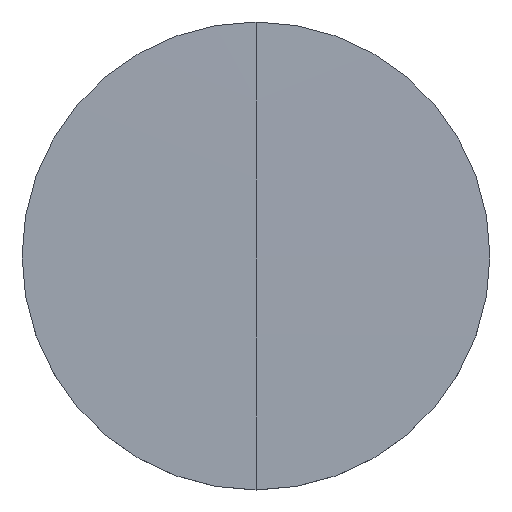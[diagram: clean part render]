
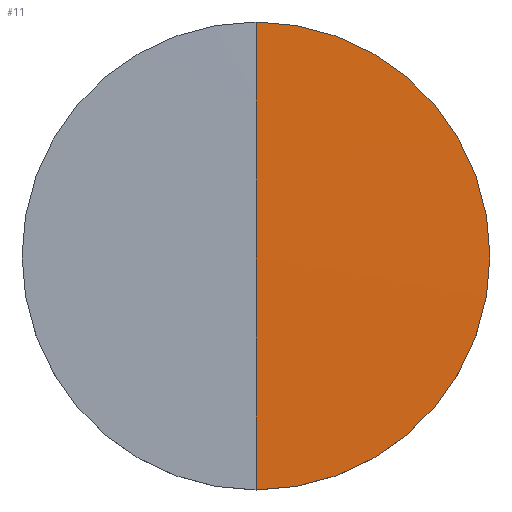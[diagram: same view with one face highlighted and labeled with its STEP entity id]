
A CAD part, top view. The second image highlights one B-rep face of the part: STEP entity #11.
In plain terms, the highlighted spherical face has radius 2252.91 mm.
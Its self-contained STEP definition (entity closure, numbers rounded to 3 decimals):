
#1 = DIRECTION ( 'NONE',  ( 1., 0., 0. ) ) ;
#5 = DIRECTION ( 'NONE',  ( 0., 1., 0. ) ) ;
#11 = ADVANCED_FACE ( 'NONE', ( #87 ), #77, .T. ) ;
#26 = CARTESIAN_POINT ( 'NONE',  ( 0., -12.7, 0.984 ) ) ;
#28 = CARTESIAN_POINT ( 'NONE',  ( 0., 0., -2251.889 ) ) ;
#29 = AXIS2_PLACEMENT_3D ( 'NONE', #28, #1, #5 ) ;
#30 = CIRCLE ( 'NONE', #29, 2252.909 ) ;
#32 = CARTESIAN_POINT ( 'NONE',  ( 0., 0., 1.02 ) ) ;
#33 = DIRECTION ( 'NONE',  ( 0., 0., 1. ) ) ;
#34 = DIRECTION ( 'NONE',  ( -1., 0., 0. ) ) ;
#35 = CARTESIAN_POINT ( 'NONE',  ( 0., 0., -2251.889 ) ) ;
#36 = AXIS2_PLACEMENT_3D ( 'NONE', #35, #34, #33 ) ;
#37 = CIRCLE ( 'NONE', #36, 2252.909 ) ;
#41 = ORIENTED_EDGE ( 'NONE', *, *, #79, .T. ) ;
#44 = EDGE_CURVE ( 'NONE', #46, #47, #96, .T. ) ;
#46 = VERTEX_POINT ( 'NONE', #97 ) ;
#47 = VERTEX_POINT ( 'NONE', #26 ) ;
#61 = ORIENTED_EDGE ( 'NONE', *, *, #44, .F. ) ;
#63 = EDGE_LOOP ( 'NONE', ( #64, #41, #61 ) ) ;
#64 = ORIENTED_EDGE ( 'NONE', *, *, #65, .F. ) ;
#65 = EDGE_CURVE ( 'NONE', #72, #46, #37, .T. ) ;
#72 = VERTEX_POINT ( 'NONE', #32 ) ;
#74 = DIRECTION ( 'NONE',  ( 0., 1., 0. ) ) ;
#75 = DIRECTION ( 'NONE',  ( 1., 0., 0. ) ) ;
#76 = AXIS2_PLACEMENT_3D ( 'NONE', #86, #75, #74 ) ;
#77 = SPHERICAL_SURFACE ( 'NONE', #76, 2252.909 ) ;
#79 = EDGE_CURVE ( 'NONE', #72, #47, #30, .T. ) ;
#86 = CARTESIAN_POINT ( 'NONE',  ( 0., 0., -2251.889 ) ) ;
#87 = FACE_OUTER_BOUND ( 'NONE', #63, .T. ) ;
#92 = DIRECTION ( 'NONE',  ( 0., 1., 0. ) ) ;
#93 = DIRECTION ( 'NONE',  ( 0., 0., -1. ) ) ;
#94 = CARTESIAN_POINT ( 'NONE',  ( 0., 0., 0.984 ) ) ;
#95 = AXIS2_PLACEMENT_3D ( 'NONE', #94, #93, #92 ) ;
#96 = CIRCLE ( 'NONE', #95, 12.7 ) ;
#97 = CARTESIAN_POINT ( 'NONE',  ( 0., 12.7, 0.984 ) ) ;
